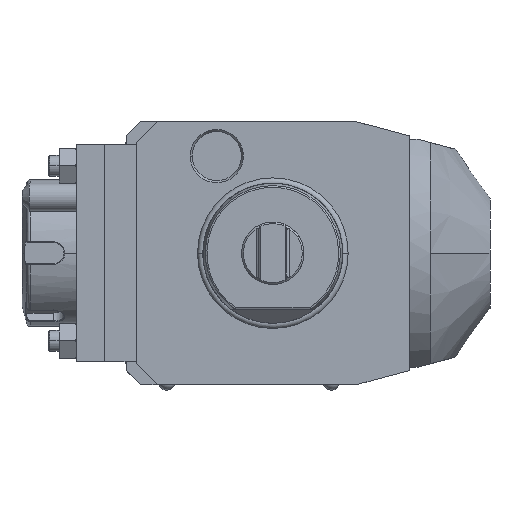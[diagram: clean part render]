
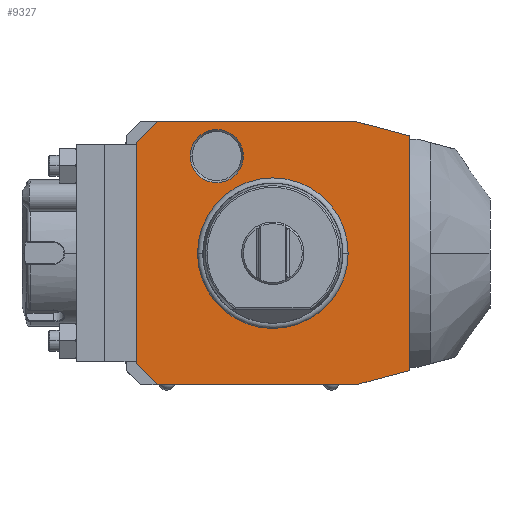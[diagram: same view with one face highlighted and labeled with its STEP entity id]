
A CAD part, front view. The second image highlights one B-rep face of the part: STEP entity #9327.
In plain terms, the highlighted planar face has unit normal (0, -1, 0).
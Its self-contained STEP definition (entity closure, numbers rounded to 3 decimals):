
#1=DIRECTION('',(-0.966,0.,0.259));
#2=VECTOR('',#1,15.529);
#3=CARTESIAN_POINT('',(39.,0.,33.481));
#4=LINE('',#3,#2);
#5=DIRECTION('',(0.,0.,1.));
#6=VECTOR('',#5,66.962);
#7=CARTESIAN_POINT('',(39.,0.,-33.481));
#8=LINE('',#7,#6);
#9=DIRECTION('',(0.966,0.,0.259));
#10=VECTOR('',#9,15.529);
#11=CARTESIAN_POINT('',(24.,0.,-37.5));
#12=LINE('',#11,#10);
#13=DIRECTION('',(1.,0.,0.));
#14=VECTOR('',#13,57.);
#15=CARTESIAN_POINT('',(-33.,0.,-37.5));
#16=LINE('',#15,#14);
#17=DIRECTION('',(0.707,0.,-0.707));
#18=VECTOR('',#17,8.485);
#19=CARTESIAN_POINT('',(-39.,0.,-31.5));
#20=LINE('',#19,#18);
#21=DIRECTION('',(0.,0.,-1.));
#22=VECTOR('',#21,63.);
#23=CARTESIAN_POINT('',(-39.,0.,31.5));
#24=LINE('',#23,#22);
#25=DIRECTION('',(-0.707,0.,-0.707));
#26=VECTOR('',#25,8.485);
#27=CARTESIAN_POINT('',(-33.,0.,37.5));
#28=LINE('',#27,#26);
#29=DIRECTION('',(-1.,0.,0.));
#30=VECTOR('',#29,57.);
#31=CARTESIAN_POINT('',(24.,0.,37.5));
#32=LINE('',#31,#30);
#33=CARTESIAN_POINT('',(-16.,0.,27.713));
#34=DIRECTION('',(0.,1.,0.));
#35=DIRECTION('',(1.,0.,0.));
#36=AXIS2_PLACEMENT_3D('',#33,#34,#35);
#38=CARTESIAN_POINT('',(-16.,0.,27.713));
#39=DIRECTION('',(0.,1.,0.));
#40=DIRECTION('',(-1.,0.,0.));
#41=AXIS2_PLACEMENT_3D('',#38,#39,#40);
#6817=CARTESIAN_POINT('',(0.,0.,0.));
#6818=DIRECTION('',(0.,-1.,0.));
#6819=DIRECTION('',(1.,0.,0.));
#6820=AXIS2_PLACEMENT_3D('',#6817,#6818,#6819);
#6822=CARTESIAN_POINT('',(0.,0.,0.));
#6823=DIRECTION('',(0.,-1.,0.));
#6824=DIRECTION('',(-1.,0.,0.));
#6825=AXIS2_PLACEMENT_3D('',#6822,#6823,#6824);
#8402=CARTESIAN_POINT('',(-8.423,0.,
27.713));
#8403=CARTESIAN_POINT('',(-23.577,0.,
27.713));
#8404=VERTEX_POINT('',#8402);
#8405=VERTEX_POINT('',#8403);
#9112=CARTESIAN_POINT('',(39.,0.,33.481));
#9113=CARTESIAN_POINT('',(24.,0.,37.5));
#9114=VERTEX_POINT('',#9112);
#9115=VERTEX_POINT('',#9113);
#9116=CARTESIAN_POINT('',(-33.,0.,37.5));
#9117=VERTEX_POINT('',#9116);
#9118=CARTESIAN_POINT('',(-39.,0.,31.5));
#9119=VERTEX_POINT('',#9118);
#9120=CARTESIAN_POINT('',(-39.,0.,-31.5));
#9121=VERTEX_POINT('',#9120);
#9122=CARTESIAN_POINT('',(-33.,0.,-37.5));
#9123=VERTEX_POINT('',#9122);
#9124=CARTESIAN_POINT('',(24.,0.,-37.5));
#9125=VERTEX_POINT('',#9124);
#9126=CARTESIAN_POINT('',(39.,0.,-33.481));
#9127=VERTEX_POINT('',#9126);
#9184=CARTESIAN_POINT('',(21.137,0.,0.));
#9185=CARTESIAN_POINT('',(-21.137,0.,0.));
#9186=VERTEX_POINT('',#9184);
#9187=VERTEX_POINT('',#9185);
#9292=CARTESIAN_POINT('',(0.,0.,0.));
#9293=DIRECTION('',(0.,-1.,0.));
#9294=DIRECTION('',(-1.,0.,0.));
#9295=AXIS2_PLACEMENT_3D('',#9292,#9293,#9294);
#9296=PLANE('',#9295);
#9298=ORIENTED_EDGE('',*,*,#9297,.F.);
#9300=ORIENTED_EDGE('',*,*,#9299,.F.);
#9302=ORIENTED_EDGE('',*,*,#9301,.F.);
#9304=ORIENTED_EDGE('',*,*,#9303,.F.);
#9306=ORIENTED_EDGE('',*,*,#9305,.F.);
#9308=ORIENTED_EDGE('',*,*,#9307,.F.);
#9310=ORIENTED_EDGE('',*,*,#9309,.F.);
#9312=ORIENTED_EDGE('',*,*,#9311,.F.);
#9313=EDGE_LOOP('',(#9298,#9300,#9302,#9304,#9306,#9308,#9310,#9312));
#9314=FACE_OUTER_BOUND('',#9313,.F.);
#9316=ORIENTED_EDGE('',*,*,#9315,.T.);
#9318=ORIENTED_EDGE('',*,*,#9317,.T.);
#9319=EDGE_LOOP('',(#9316,#9318));
#9320=FACE_BOUND('',#9319,.F.);
#9322=ORIENTED_EDGE('',*,*,#9321,.F.);
#9324=ORIENTED_EDGE('',*,*,#9323,.F.);
#9325=EDGE_LOOP('',(#9322,#9324));
#9326=FACE_BOUND('',#9325,.F.);
#37=CIRCLE('',#36,7.577);
#42=CIRCLE('',#41,7.577);
#6821=CIRCLE('',#6820,21.137);
#6826=CIRCLE('',#6825,21.137);
#9297=EDGE_CURVE('',#9114,#9115,#4,.T.);
#9299=EDGE_CURVE('',#9127,#9114,#8,.T.);
#9301=EDGE_CURVE('',#9125,#9127,#12,.T.);
#9303=EDGE_CURVE('',#9123,#9125,#16,.T.);
#9305=EDGE_CURVE('',#9121,#9123,#20,.T.);
#9307=EDGE_CURVE('',#9119,#9121,#24,.T.);
#9309=EDGE_CURVE('',#9117,#9119,#28,.T.);
#9311=EDGE_CURVE('',#9115,#9117,#32,.T.);
#9315=EDGE_CURVE('',#9186,#9187,#6821,.T.);
#9317=EDGE_CURVE('',#9187,#9186,#6826,.T.);
#9321=EDGE_CURVE('',#8404,#8405,#37,.T.);
#9323=EDGE_CURVE('',#8405,#8404,#42,.T.);
#9327=ADVANCED_FACE('',(#9314,#9320,#9326),#9296,.T.);
